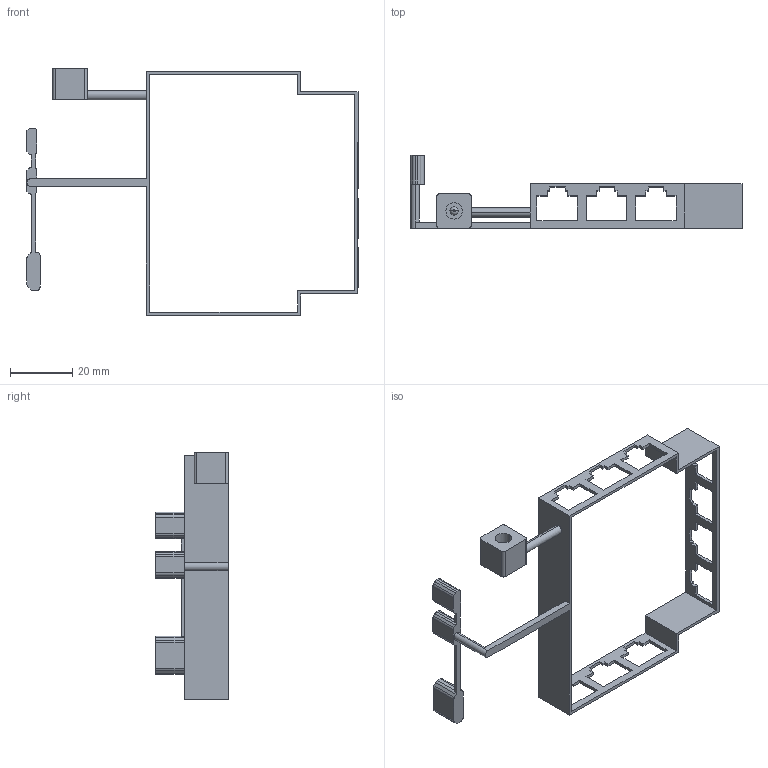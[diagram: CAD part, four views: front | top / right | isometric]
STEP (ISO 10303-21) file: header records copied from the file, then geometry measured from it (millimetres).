
FILE_DESCRIPTION (( 'STEP AP214' ), '1' );
FILE_NAME ('BRbeta_metal.STEP', '2019-08-22T07:47:37', ( '' ), ( '' ), 'SwSTEP 2.0', 'SolidWorks 2019', '' );
FILE_SCHEMA (( 'AUTOMOTIVE_DESIGN' ));
Length unit declared in the file: millimetre
Products named in the file (1): BRbeta_metal
Bounding box: 106.34 x 23.34 x 78.92 mm (x, y, z)
Volume: 5196.4 mm3; surface area: 9582.4 mm2
Topology: 1 solids, 1 shells, 266 faces, 760 edges, 506 vertices
Faces by surface type: plane 216, cylinder 48, torus 2
Entity records: 9240 total; most frequent: CARTESIAN_POINT 1545, ORIENTED_EDGE 1520, DIRECTION 1399, EDGE_CURVE 760, LINE 647, VECTOR 647, VERTEX_POINT 506, AXIS2_PLACEMENT_3D 376
